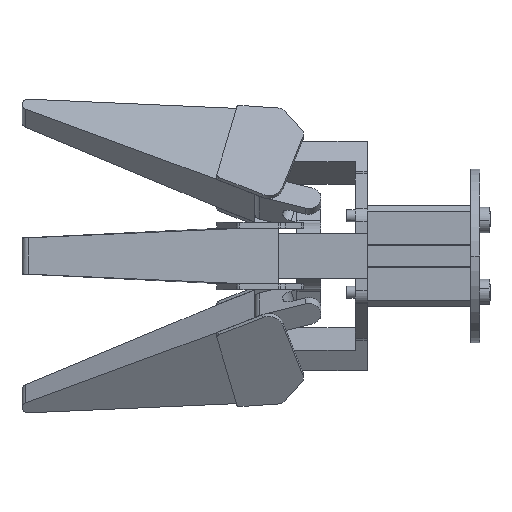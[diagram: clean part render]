
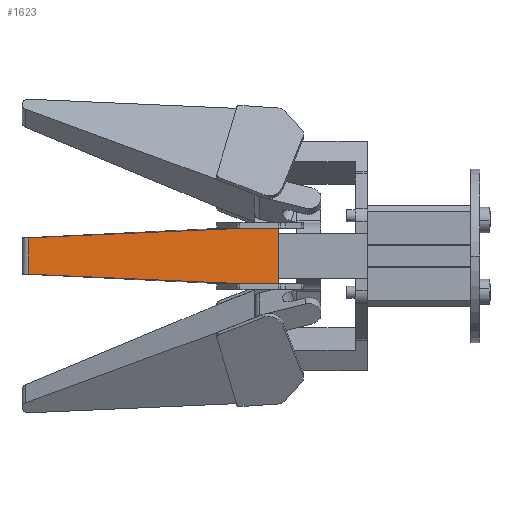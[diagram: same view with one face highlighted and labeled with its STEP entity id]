
A CAD part, left-side view. The second image highlights one B-rep face of the part: STEP entity #1623.
In plain terms, the highlighted planar face has unit normal (-0.997, -0.076, 0).
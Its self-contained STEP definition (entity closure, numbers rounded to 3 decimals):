
#1495=CARTESIAN_POINT('',(-61.827,8.67,47.416));
#1496=VERTEX_POINT('',#1495);
#1497=CARTESIAN_POINT('',(-61.827,8.67,65.916));
#1498=VERTEX_POINT('',#1497);
#1499=CARTESIAN_POINT('',(-61.827,8.67,47.416));
#1500=DIRECTION('',(0.,0.,1.));
#1501=VECTOR('',#1500,18.5);
#1502=LINE('',#1499,#1501);
#1503=EDGE_CURVE('',#1496,#1498,#1502,.T.);
#1577=CARTESIAN_POINT('',(-65.036,50.458,56.666));
#1578=DIRECTION('',(0.077,-0.997,0.));
#1579=DIRECTION('',(-0.997,-0.077,0.));
#1580=AXIS2_PLACEMENT_3D('',#1577,#1579,#1578);
#1581=PLANE('',#1580);
#1582=CARTESIAN_POINT('',(-68.244,92.245,50.592));
#1583=VERTEX_POINT('',#1582);
#1584=CARTESIAN_POINT('',(-68.244,92.245,62.74));
#1585=VERTEX_POINT('',#1584);
#1586=CARTESIAN_POINT('',(-68.244,92.245,50.592));
#1587=DIRECTION('',(0.,0.,1.));
#1588=VECTOR('',#1587,12.149);
#1589=LINE('',#1586,#1588);
#1590=EDGE_CURVE('',#1583,#1585,#1589,.T.);
#1591=ORIENTED_EDGE('',*,*,#1590,.F.);
#1592=CARTESIAN_POINT('',(-62.751,20.706,47.416));
#1593=VERTEX_POINT('',#1592);
#1594=CARTESIAN_POINT('',(-68.244,92.245,50.592));
#1595=DIRECTION('',(0.076,-0.996,-0.044));
#1596=VECTOR('',#1595,71.82);
#1597=LINE('',#1594,#1596);
#1598=EDGE_CURVE('',#1583,#1593,#1597,.T.);
#1599=ORIENTED_EDGE('',*,*,#1598,.T.);
#1600=CARTESIAN_POINT('',(-62.751,20.706,47.416));
#1601=DIRECTION('',(0.077,-0.997,0.));
#1602=VECTOR('',#1601,12.071);
#1603=LINE('',#1600,#1602);
#1604=EDGE_CURVE('',#1593,#1496,#1603,.T.);
#1605=ORIENTED_EDGE('',*,*,#1604,.T.);
#1606=ORIENTED_EDGE('',*,*,#1503,.T.);
#1607=CARTESIAN_POINT('',(-62.751,20.706,65.916));
#1608=VERTEX_POINT('',#1607);
#1609=CARTESIAN_POINT('',(-61.827,8.67,65.916));
#1610=DIRECTION('',(-0.077,0.997,0.));
#1611=VECTOR('',#1610,12.071);
#1612=LINE('',#1609,#1611);
#1613=EDGE_CURVE('',#1498,#1608,#1612,.T.);
#1614=ORIENTED_EDGE('',*,*,#1613,.T.);
#1615=CARTESIAN_POINT('',(-62.751,20.706,65.916));
#1616=DIRECTION('',(-0.076,0.996,-0.044));
#1617=VECTOR('',#1616,71.82);
#1618=LINE('',#1615,#1617);
#1619=EDGE_CURVE('',#1608,#1585,#1618,.T.);
#1620=ORIENTED_EDGE('',*,*,#1619,.T.);
#1621=EDGE_LOOP('',(#1591,#1599,#1605,#1606,#1614,#1620));
#1622=FACE_OUTER_BOUND('',#1621,.T.);
#1623=ADVANCED_FACE('',(#1622),#1581,.T.);
